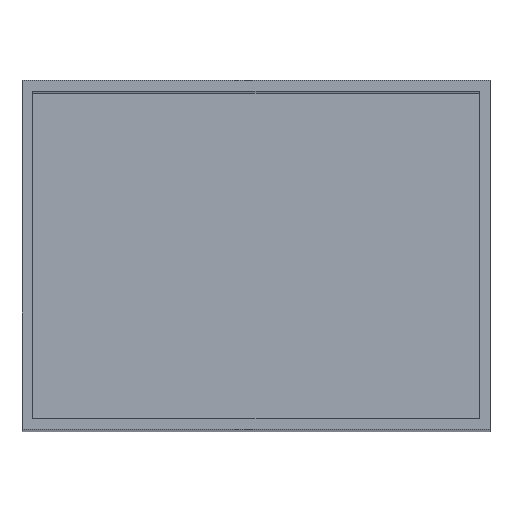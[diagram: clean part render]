
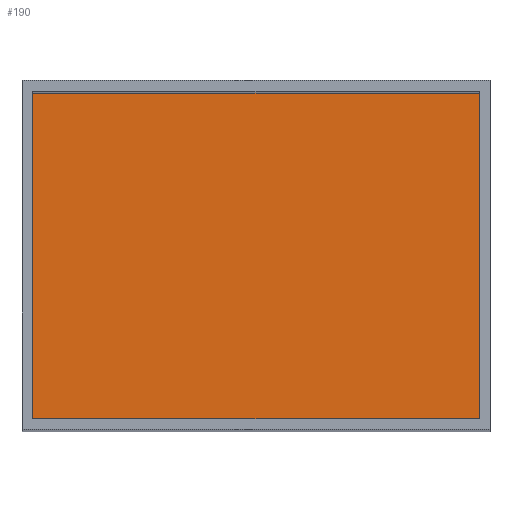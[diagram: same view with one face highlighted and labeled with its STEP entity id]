
A CAD part, top view. The second image highlights one B-rep face of the part: STEP entity #190.
In plain terms, the highlighted planar face has unit normal (0, 0, 1).
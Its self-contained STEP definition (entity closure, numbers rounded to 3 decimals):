
#20=FACE_OUTER_BOUND('',#31,.T.);
#31=EDGE_LOOP('',(#143,#144,#145,#146));
#39=LINE('',#283,#63);
#43=LINE('',#291,#67);
#46=LINE('',#297,#70);
#49=LINE('',#302,#73);
#63=VECTOR('',#235,10.);
#67=VECTOR('',#241,10.);
#70=VECTOR('',#246,10.);
#73=VECTOR('',#251,10.);
#87=VERTEX_POINT('',#281);
#88=VERTEX_POINT('',#282);
#91=VERTEX_POINT('',#290);
#93=VERTEX_POINT('',#296);
#103=EDGE_CURVE('',#87,#88,#39,.T.);
#107=EDGE_CURVE('',#91,#87,#43,.T.);
#110=EDGE_CURVE('',#93,#91,#46,.T.);
#113=EDGE_CURVE('',#88,#93,#49,.T.);
#143=ORIENTED_EDGE('',*,*,#113,.T.);
#144=ORIENTED_EDGE('',*,*,#110,.T.);
#145=ORIENTED_EDGE('',*,*,#107,.T.);
#146=ORIENTED_EDGE('',*,*,#103,.T.);
#179=PLANE('',#224);
#190=ADVANCED_FACE('',(#20),#179,.T.);
#224=AXIS2_PLACEMENT_3D('',#304,#253,#254);
#235=DIRECTION('',(1.,0.,0.));
#241=DIRECTION('',(0.,-1.,0.));
#246=DIRECTION('',(-1.,0.,0.));
#251=DIRECTION('',(0.,1.,0.));
#253=DIRECTION('center_axis',(0.,0.,1.));
#254=DIRECTION('ref_axis',(1.,0.,0.));
#281=CARTESIAN_POINT('',(-37.5,-27.5,0.));
#282=CARTESIAN_POINT('',(37.5,-27.5,0.));
#283=CARTESIAN_POINT('',(-37.5,-27.5,0.));
#290=CARTESIAN_POINT('',(-37.5,27.5,0.));
#291=CARTESIAN_POINT('',(-37.5,27.5,0.));
#296=CARTESIAN_POINT('',(37.5,27.5,0.));
#297=CARTESIAN_POINT('',(37.5,27.5,0.));
#302=CARTESIAN_POINT('',(37.5,-27.5,0.));
#304=CARTESIAN_POINT('Origin',(0.,0.,
0.));
